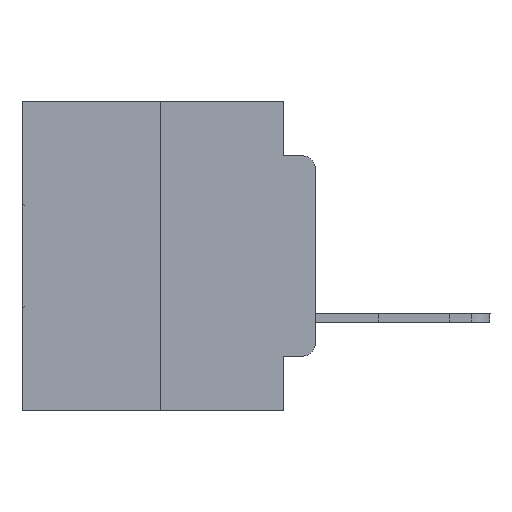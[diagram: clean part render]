
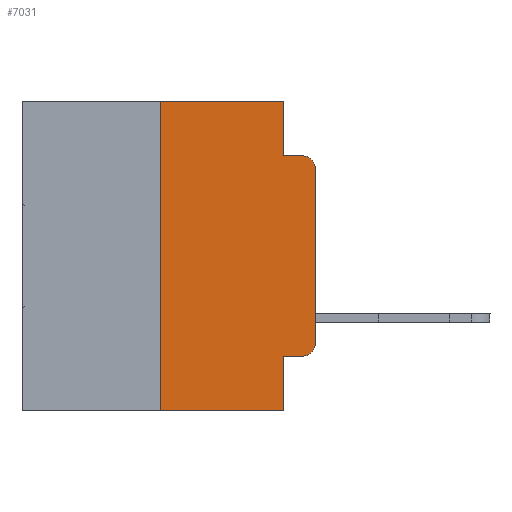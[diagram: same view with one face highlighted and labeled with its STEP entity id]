
A CAD part, left-side view. The second image highlights one B-rep face of the part: STEP entity #7031.
In plain terms, the highlighted planar face has unit normal (-1, 0, 0).
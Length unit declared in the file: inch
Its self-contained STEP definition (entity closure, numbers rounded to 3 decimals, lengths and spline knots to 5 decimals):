
#207 = CARTESIAN_POINT ( 'NONE',  ( 0., 0.051, -0.4115 ) ) ;
#403 = DIRECTION ( 'NONE',  ( 0., 0., 1. ) ) ;
#1360 = VERTEX_POINT ( 'NONE', #3612 ) ;
#2474 = DIRECTION ( 'NONE',  ( -1., 0., 0. ) ) ;
#2956 = ORIENTED_EDGE ( 'NONE', *, *, #29467, .T. ) ;
#3612 = CARTESIAN_POINT ( 'NONE',  ( 0., 0.051, -0.0885 ) ) ;
#3828 = CARTESIAN_POINT ( 'NONE',  ( 0., 0.051, 0. ) ) ;
#3966 = LINE ( 'NONE', #3828, #4732 ) ;
#4250 = LINE ( 'NONE', #15835, #21938 ) ;
#4346 = VECTOR ( 'NONE', #27159, 39.37008 ) ;
#4668 = DIRECTION ( 'NONE',  ( 0., -1., 0. ) ) ;
#4732 = VECTOR ( 'NONE', #10746, 39.37008 ) ;
#4840 = CARTESIAN_POINT ( 'NONE',  ( 0., 0.473, 0. ) ) ;
#5124 = ORIENTED_EDGE ( 'NONE', *, *, #10055, .F. ) ;
#6307 = ORIENTED_EDGE ( 'NONE', *, *, #6447, .F. ) ;
#6447 = EDGE_CURVE ( 'NONE', #19794, #10053, #3966, .T. ) ;
#7031 = ADVANCED_FACE ( 'NONE', ( #14143 ), #22882, .F. ) ;
#7451 = VECTOR ( 'NONE', #13695, 39.37008 ) ;
#7679 = VERTEX_POINT ( 'NONE', #15304 ) ;
#7988 = ORIENTED_EDGE ( 'NONE', *, *, #25101, .F. ) ;
#8329 = ORIENTED_EDGE ( 'NONE', *, *, #26029, .F. ) ;
#8659 = CARTESIAN_POINT ( 'NONE',  ( 0., 0., 0. ) ) ;
#9331 = CARTESIAN_POINT ( 'NONE',  ( 0., 0.051, -0.5 ) ) ;
#9592 = ORIENTED_EDGE ( 'NONE', *, *, #26023, .T. ) ;
#9905 = CARTESIAN_POINT ( 'NONE',  ( 0., 0.25, 0. ) ) ;
#9912 = VERTEX_POINT ( 'NONE', #22284 ) ;
#9958 = CARTESIAN_POINT ( 'NONE',  ( 0., 0.25, -0.5 ) ) ;
#10053 = VERTEX_POINT ( 'NONE', #9331 ) ;
#10055 = EDGE_CURVE ( 'NONE', #21171, #7679, #27391, .T. ) ;
#10746 = DIRECTION ( 'NONE',  ( 0., 0., -1. ) ) ;
#10756 = DIRECTION ( 'NONE',  ( 0., -1., 0. ) ) ;
#10904 = CARTESIAN_POINT ( 'NONE',  ( 0., 0., -0.3915 ) ) ;
#11742 = CARTESIAN_POINT ( 'NONE',  ( 0., 0.473, 0. ) ) ;
#11868 = VECTOR ( 'NONE', #23073, 39.37008 ) ;
#12120 = CARTESIAN_POINT ( 'NONE',  ( 0., 0.02, -0.3915 ) ) ;
#13268 = VECTOR ( 'NONE', #10756, 39.37008 ) ;
#13448 = LINE ( 'NONE', #15867, #13268 ) ;
#13695 = DIRECTION ( 'NONE',  ( 0., -1., 0. ) ) ;
#13828 = EDGE_CURVE ( 'NONE', #28821, #10053, #25254, .T. ) ;
#13877 = VECTOR ( 'NONE', #4668, 39.37008 ) ;
#13888 = CARTESIAN_POINT ( 'NONE',  ( 0., 0.051, -0.0885 ) ) ;
#13932 = CIRCLE ( 'NONE', #15849, 0.02 ) ;
#14114 = DIRECTION ( 'NONE',  ( -1., 0., 0. ) ) ;
#14143 = FACE_OUTER_BOUND ( 'NONE', #14900, .T. ) ;
#14237 = ORIENTED_EDGE ( 'NONE', *, *, #13828, .T. ) ;
#14900 = EDGE_LOOP ( 'NONE', ( #23471, #9592, #7988, #25210, #5124, #8329, #14237, #6307, #20174, #2956 ) ) ;
#15304 = CARTESIAN_POINT ( 'NONE',  ( 0., 0.051, 0. ) ) ;
#15835 = CARTESIAN_POINT ( 'NONE',  ( 0., 0.051, 0. ) ) ;
#15849 = AXIS2_PLACEMENT_3D ( 'NONE', #12120, #2474, #28069 ) ;
#15867 = CARTESIAN_POINT ( 'NONE',  ( 0., 0.051, -0.4115 ) ) ;
#16527 = LINE ( 'NONE', #9905, #19544 ) ;
#16655 = CIRCLE ( 'NONE', #21429, 0.02 ) ;
#17167 = EDGE_CURVE ( 'NONE', #26178, #9912, #22356, .T. ) ;
#17798 = DIRECTION ( 'NONE',  ( 0., 0., -1. ) ) ;
#18648 = CARTESIAN_POINT ( 'NONE',  ( 0., 0.02, -0.1085 ) ) ;
#18945 = DIRECTION ( 'NONE',  ( 0., 0., -1. ) ) ;
#19544 = VECTOR ( 'NONE', #403, 39.37008 ) ;
#19794 = VERTEX_POINT ( 'NONE', #207 ) ;
#20174 = ORIENTED_EDGE ( 'NONE', *, *, #26176, .T. ) ;
#21171 = VERTEX_POINT ( 'NONE', #21183 ) ;
#21183 = CARTESIAN_POINT ( 'NONE',  ( 0., 0.25, 0. ) ) ;
#21429 = AXIS2_PLACEMENT_3D ( 'NONE', #18648, #14114, #18945 ) ;
#21938 = VECTOR ( 'NONE', #17798, 39.37008 ) ;
#22284 = CARTESIAN_POINT ( 'NONE',  ( 0., 0., -0.1085 ) ) ;
#22356 = LINE ( 'NONE', #8659, #4346 ) ;
#22609 = CARTESIAN_POINT ( 'NONE',  ( 0., 0.02, -0.0885 ) ) ;
#22765 = LINE ( 'NONE', #13888, #11868 ) ;
#22882 = PLANE ( 'NONE',  #23662 ) ;
#23073 = DIRECTION ( 'NONE',  ( 0., -1., 0. ) ) ;
#23471 = ORIENTED_EDGE ( 'NONE', *, *, #17167, .T. ) ;
#23662 = AXIS2_PLACEMENT_3D ( 'NONE', #4840, #24980, #25584 ) ;
#24790 = EDGE_CURVE ( 'NONE', #7679, #1360, #4250, .T. ) ;
#24980 = DIRECTION ( 'NONE',  ( 1., 0., 0. ) ) ;
#25101 = EDGE_CURVE ( 'NONE', #1360, #29705, #22765, .T. ) ;
#25210 = ORIENTED_EDGE ( 'NONE', *, *, #24790, .F. ) ;
#25254 = LINE ( 'NONE', #27215, #13877 ) ;
#25584 = DIRECTION ( 'NONE',  ( 0., 0., -1. ) ) ;
#26023 = EDGE_CURVE ( 'NONE', #9912, #29705, #16655, .T. ) ;
#26029 = EDGE_CURVE ( 'NONE', #28821, #21171, #16527, .T. ) ;
#26176 = EDGE_CURVE ( 'NONE', #19794, #27699, #13448, .T. ) ;
#26178 = VERTEX_POINT ( 'NONE', #10904 ) ;
#27159 = DIRECTION ( 'NONE',  ( 0., 0., 1. ) ) ;
#27215 = CARTESIAN_POINT ( 'NONE',  ( 0., 0.473, -0.5 ) ) ;
#27391 = LINE ( 'NONE', #11742, #7451 ) ;
#27699 = VERTEX_POINT ( 'NONE', #27801 ) ;
#27801 = CARTESIAN_POINT ( 'NONE',  ( 0., 0.02, -0.4115 ) ) ;
#28069 = DIRECTION ( 'NONE',  ( 0., 0., -1. ) ) ;
#28821 = VERTEX_POINT ( 'NONE', #9958 ) ;
#29467 = EDGE_CURVE ( 'NONE', #27699, #26178, #13932, .T. ) ;
#29705 = VERTEX_POINT ( 'NONE', #22609 ) ;
